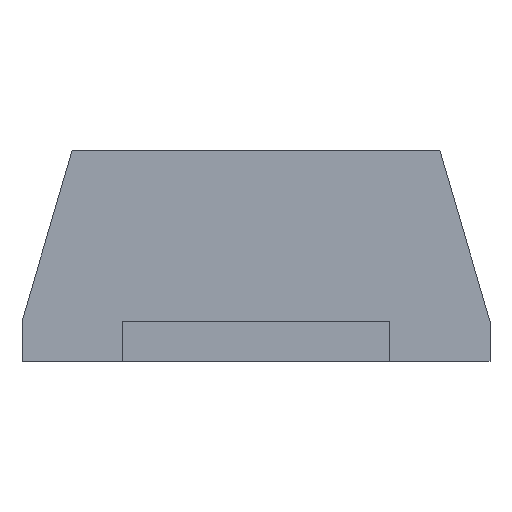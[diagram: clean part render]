
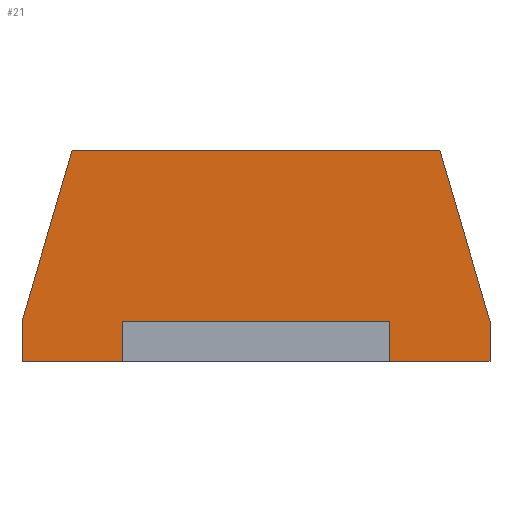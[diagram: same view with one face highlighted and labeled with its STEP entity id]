
A CAD part, left-side view. The second image highlights one B-rep face of the part: STEP entity #21.
In plain terms, the highlighted planar face has unit normal (-1, 0, 0).
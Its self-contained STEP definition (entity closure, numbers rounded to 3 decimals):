
#21 = ADVANCED_FACE ( 'NONE', ( #893 ), #35, .F. ) ;
#35 = PLANE ( 'NONE',  #530 ) ;
#45 = VERTEX_POINT ( 'NONE', #387 ) ;
#46 = VERTEX_POINT ( 'NONE', #421 ) ;
#51 = VERTEX_POINT ( 'NONE', #252 ) ;
#52 = VERTEX_POINT ( 'NONE', #139 ) ;
#56 = VERTEX_POINT ( 'NONE', #289 ) ;
#58 = CARTESIAN_POINT ( 'NONE',  ( -1.05, -0.7, 0.63 ) ) ;
#61 = VERTEX_POINT ( 'NONE', #149 ) ;
#71 = VERTEX_POINT ( 'NONE', #419 ) ;
#75 = VERTEX_POINT ( 'NONE', #382 ) ;
#86 = VERTEX_POINT ( 'NONE', #365 ) ;
#88 = VERTEX_POINT ( 'NONE', #262 ) ;
#138 = DIRECTION ( 'NONE',  ( 0., 0., -1. ) ) ;
#139 = CARTESIAN_POINT ( 'NONE',  ( -1.05, -0.4, 0. ) ) ;
#149 = CARTESIAN_POINT ( 'NONE',  ( -1.05, 0.55, 0.63 ) ) ;
#192 = DIRECTION ( 'NONE',  ( 0., 0., -1. ) ) ;
#245 = DIRECTION ( 'NONE',  ( 1., 0., 0. ) ) ;
#249 = DIRECTION ( 'NONE',  ( 0., -1., 0. ) ) ;
#252 = CARTESIAN_POINT ( 'NONE',  ( -1.05, 0.7, 0. ) ) ;
#262 = CARTESIAN_POINT ( 'NONE',  ( -1.05, 0.4, 0. ) ) ;
#266 = DIRECTION ( 'NONE',  ( 0., -1., 0. ) ) ;
#281 = CARTESIAN_POINT ( 'NONE',  ( -1.05, -0.7, 0. ) ) ;
#289 = CARTESIAN_POINT ( 'NONE',  ( -1.05, -0.7, 0.12 ) ) ;
#293 = DIRECTION ( 'NONE',  ( 0., 0., -1. ) ) ;
#295 = CARTESIAN_POINT ( 'NONE',  ( -1.05, -0.7, 0.63 ) ) ;
#300 = DIRECTION ( 'NONE',  ( 0., -1., 0. ) ) ;
#320 = CARTESIAN_POINT ( 'NONE',  ( -1.05, 0.4, 0.12 ) ) ;
#326 = DIRECTION ( 'NONE',  ( 0., -1., 0. ) ) ;
#357 = DIRECTION ( 'NONE',  ( 0., 0., -1. ) ) ;
#362 = DIRECTION ( 'NONE',  ( 0., 0., -1. ) ) ;
#365 = CARTESIAN_POINT ( 'NONE',  ( -1.05, 0.7, 0.12 ) ) ;
#368 = CARTESIAN_POINT ( 'NONE',  ( -1.05, 0.4, 0.12 ) ) ;
#379 = CARTESIAN_POINT ( 'NONE',  ( -1.05, 0.7, 0.63 ) ) ;
#382 = CARTESIAN_POINT ( 'NONE',  ( -1.05, -0.55, 0.63 ) ) ;
#387 = CARTESIAN_POINT ( 'NONE',  ( -1.05, -0.7, 0. ) ) ;
#394 = CARTESIAN_POINT ( 'NONE',  ( -1.05, -0.7, 0. ) ) ;
#396 = DIRECTION ( 'NONE',  ( 0., 0.282, -0.959 ) ) ;
#397 = CARTESIAN_POINT ( 'NONE',  ( -1.05, -0.562, 0.589 ) ) ;
#400 = DIRECTION ( 'NONE',  ( 0., 0.282, 0.959 ) ) ;
#419 = CARTESIAN_POINT ( 'NONE',  ( -1.05, -0.4, 0.12 ) ) ;
#421 = CARTESIAN_POINT ( 'NONE',  ( -1.05, 0.4, 0.12 ) ) ;
#432 = CARTESIAN_POINT ( 'NONE',  ( -1.05, 0.45, 0.968 ) ) ;
#450 = CARTESIAN_POINT ( 'NONE',  ( -1.05, -0.4, 0.12 ) ) ;
#458 = CARTESIAN_POINT ( 'NONE',  ( -1.05, -0.7, 0.63 ) ) ;
#469 = EDGE_CURVE ( 'NONE', #46, #88, #736, .T. ) ;
#490 = EDGE_CURVE ( 'NONE', #52, #45, #639, .T. ) ;
#495 = EDGE_CURVE ( 'NONE', #61, #75, #650, .T. ) ;
#499 = EDGE_CURVE ( 'NONE', #61, #86, #601, .T. ) ;
#501 = EDGE_CURVE ( 'NONE', #56, #45, #690, .T. ) ;
#505 = EDGE_CURVE ( 'NONE', #51, #88, #682, .T. ) ;
#507 = EDGE_CURVE ( 'NONE', #71, #52, #663, .T. ) ;
#508 = EDGE_CURVE ( 'NONE', #86, #51, #666, .T. ) ;
#511 = EDGE_CURVE ( 'NONE', #56, #75, #626, .T. ) ;
#530 = AXIS2_PLACEMENT_3D ( 'NONE', #58, #245, #138 ) ;
#576 = EDGE_CURVE ( 'NONE', #46, #71, #685, .T. ) ;
#601 = LINE ( 'NONE', #432, #657 ) ;
#625 = VECTOR ( 'NONE', #400, 1000. ) ;
#626 = LINE ( 'NONE', #397, #625 ) ;
#639 = LINE ( 'NONE', #394, #642 ) ;
#642 = VECTOR ( 'NONE', #266, 1000. ) ;
#649 = VECTOR ( 'NONE', #300, 1000. ) ;
#650 = LINE ( 'NONE', #295, #649 ) ;
#657 = VECTOR ( 'NONE', #396, 1000. ) ;
#662 = VECTOR ( 'NONE', #249, 1000. ) ;
#663 = LINE ( 'NONE', #450, #668 ) ;
#666 = LINE ( 'NONE', #379, #667 ) ;
#667 = VECTOR ( 'NONE', #362, 1000. ) ;
#668 = VECTOR ( 'NONE', #293, 1000. ) ;
#682 = LINE ( 'NONE', #281, #662 ) ;
#684 = VECTOR ( 'NONE', #326, 1000. ) ;
#685 = LINE ( 'NONE', #320, #684 ) ;
#690 = LINE ( 'NONE', #458, #691 ) ;
#691 = VECTOR ( 'NONE', #357, 1000. ) ;
#735 = ORIENTED_EDGE ( 'NONE', *, *, #576, .T. ) ;
#736 = LINE ( 'NONE', #368, #928 ) ;
#756 = ORIENTED_EDGE ( 'NONE', *, *, #495, .F. ) ;
#786 = ORIENTED_EDGE ( 'NONE', *, *, #507, .T. ) ;
#819 = ORIENTED_EDGE ( 'NONE', *, *, #469, .F. ) ;
#825 = ORIENTED_EDGE ( 'NONE', *, *, #508, .T. ) ;
#859 = ORIENTED_EDGE ( 'NONE', *, *, #490, .T. ) ;
#869 = EDGE_LOOP ( 'NONE', ( #756, #943, #825, #882, #819, #735, #786, #859, #917, #904 ) ) ;
#882 = ORIENTED_EDGE ( 'NONE', *, *, #505, .T. ) ;
#893 = FACE_OUTER_BOUND ( 'NONE', #869, .T. ) ;
#904 = ORIENTED_EDGE ( 'NONE', *, *, #511, .T. ) ;
#917 = ORIENTED_EDGE ( 'NONE', *, *, #501, .F. ) ;
#928 = VECTOR ( 'NONE', #192, 1000. ) ;
#943 = ORIENTED_EDGE ( 'NONE', *, *, #499, .T. ) ;
